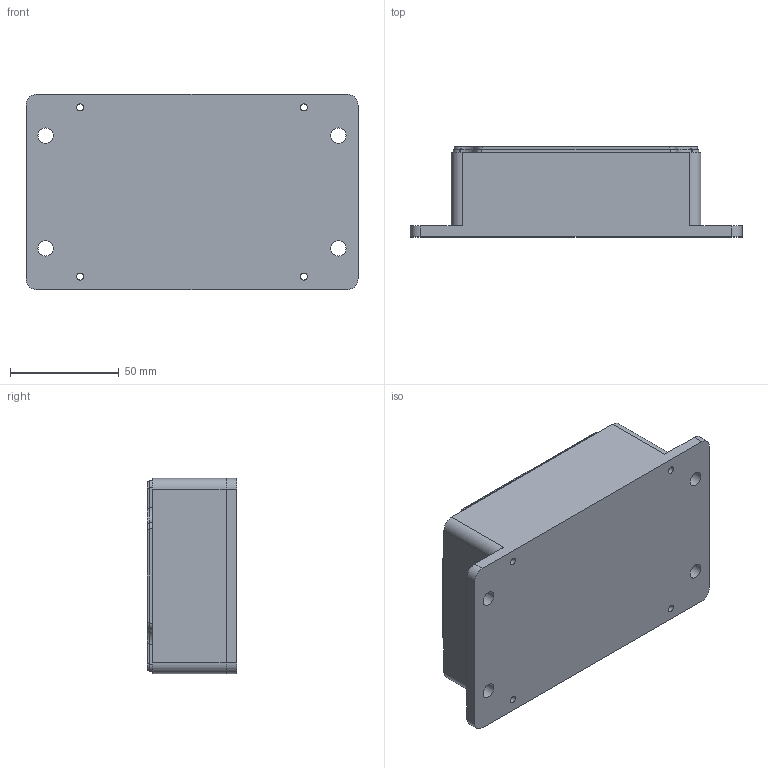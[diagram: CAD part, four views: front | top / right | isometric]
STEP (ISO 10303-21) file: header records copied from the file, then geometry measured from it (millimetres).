
FILE_DESCRIPTION(/* description */ (''),/* implementation_level */ '2;1');
FILE_NAME(/* name */ 'Box_Bot.step',/* time_stamp */ '2024-07-12T08:57:00+07:00',/* author */ (''),/* organization */ (''),/* preprocessor_version */ 'ST-DEVELOPER v20',/* originating_system */ 'Autodesk Translation Framework v13.14.0.145',/* authorisation */ '');
FILE_SCHEMA (('AUTOMOTIVE_DESIGN { 1 0 10303 214 3 1 1 }'));
Length unit declared in the file: millimetre
Products named in the file (2): BOTT; KW-55_BODY v1
Assembly tree (1 placements, depth 2):
  BOTT
    KW-55_BODY v1
Bounding box: 153 x 41.4 x 90 mm (x, y, z)
Volume: 92783.8 mm3; surface area: 66887.7 mm2
Topology: 1 solids, 1 shells, 149 faces, 384 edges, 256 vertices
Faces by surface type: plane 77, cylinder 72
Full cylindrical faces by diameter (mm): 2.5 x4, 3.3 x4, 3.8 x2, 5.5 x4, 6.8 x2, 7 x4
Entity records: 4674 total; most frequent: DIRECTION 832, CARTESIAN_POINT 792, ORIENTED_EDGE 768, EDGE_CURVE 384, AXIS2_PLACEMENT_3D 296, VERTEX_POINT 256, LINE 240, VECTOR 240
